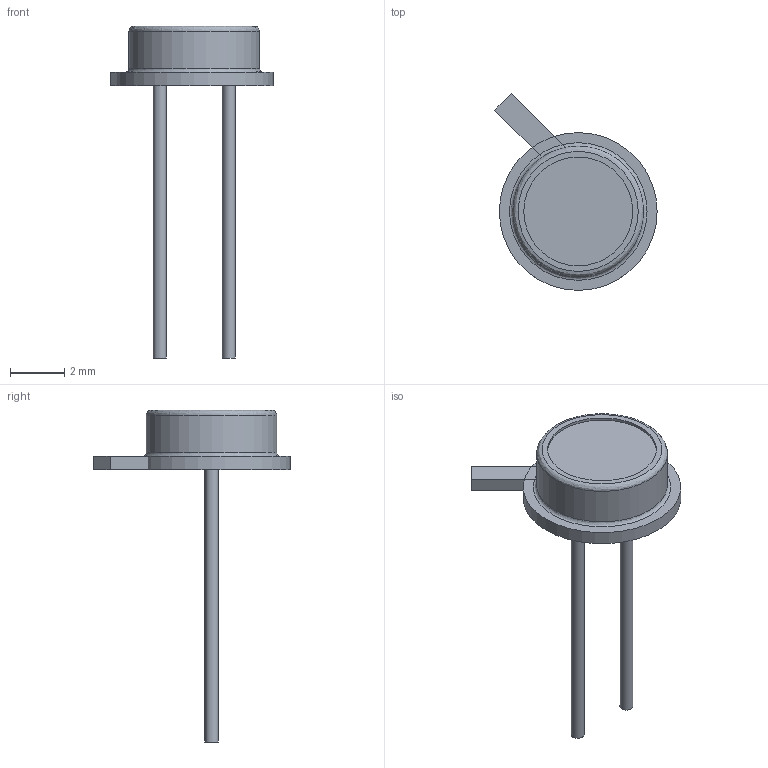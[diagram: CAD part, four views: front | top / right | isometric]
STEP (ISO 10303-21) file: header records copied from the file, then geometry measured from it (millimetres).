
FILE_DESCRIPTION(('FreeCAD Model'),'2;1');
FILE_NAME('TO-46-2.step','2020-02-08T16:02:40', ('Author'),(''),'Open CASCADE STEP processor 6.8','FreeCAD','Unknown' );
FILE_SCHEMA(('AUTOMOTIVE_DESIGN_CC2 { 1 2 10303 214 -1 1 5 4 }'));
Length unit declared in the file: millimetre
Products named in the file (9): ASSEMBLY; Revolution; Pad003; Sketch003; Revolution001; Sketch004; Sketch005; Sketch; Pad
Assembly tree (8 placements, depth 2):
  ASSEMBLY
    Revolution
    Pad003
    Sketch003
    Revolution001
    Sketch004
    Sketch005
    Sketch
    Pad
Bounding box: 5.96 x 7.23 x 12.2 mm (x, y, z)
Volume: 34.9 mm3; surface area: 179.2 mm2
Topology: 5 solids, 5 shells, 24 faces, 55 edges, 62 vertices
Faces by surface type: plane 16, cylinder 6, revolution 2
Full cylindrical faces by diameter (mm): 0.48 x2, 4 x2, 4.8 x1, 5.8 x1
Entity records: 930 total; most frequent: CARTESIAN_POINT 154, DIRECTION 143, ORIENTED_EDGE 68, AXIS2_PLACEMENT_3D 53, LINE 35, VECTOR 35, EDGE_CURVE 34, FACE_BOUND 26
